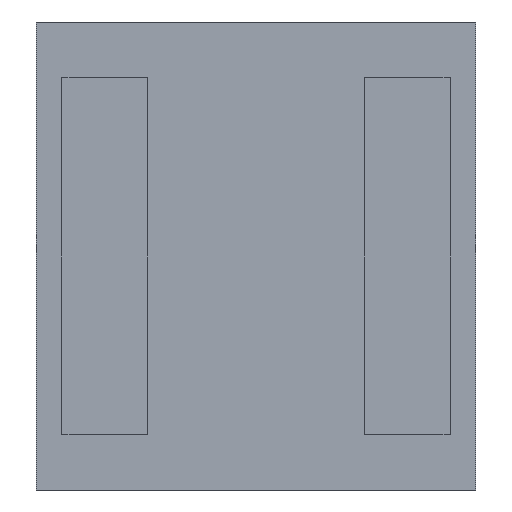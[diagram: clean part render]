
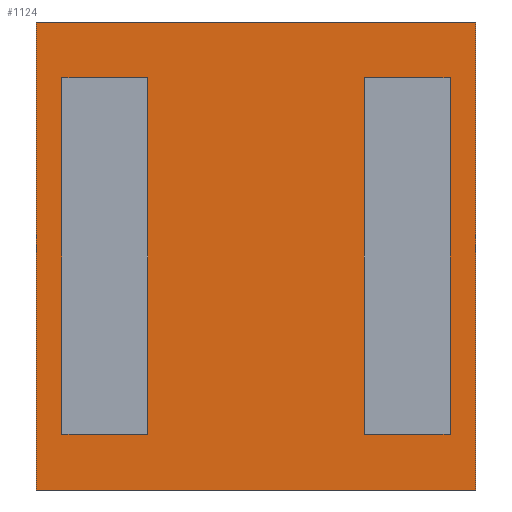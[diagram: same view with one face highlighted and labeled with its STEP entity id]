
A CAD part, front view. The second image highlights one B-rep face of the part: STEP entity #1124.
In plain terms, the highlighted planar face has unit normal (0, -1, 0).
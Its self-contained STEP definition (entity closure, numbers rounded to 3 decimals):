
#34 = CARTESIAN_POINT ( 'NONE',  ( -7.7, 0., -8.2 ) ) ;
#47 = CARTESIAN_POINT ( 'NONE',  ( -6.8, 0., 8.2 ) ) ;
#51 = VECTOR ( 'NONE', #1796, 1000. ) ;
#123 = CARTESIAN_POINT ( 'NONE',  ( 3.8, 0., -6.25 ) ) ;
#159 = CARTESIAN_POINT ( 'NONE',  ( 3.8, 0., 8.2 ) ) ;
#167 = LINE ( 'NONE', #47, #1750 ) ;
#171 = VECTOR ( 'NONE', #2367, 1000. ) ;
#187 = DIRECTION ( 'NONE',  ( 1., 0., 0. ) ) ;
#219 = FACE_OUTER_BOUND ( 'NONE', #3072, .T. ) ;
#263 = LINE ( 'NONE', #829, #2201 ) ;
#277 = EDGE_CURVE ( 'NONE', #801, #904, #2503, .T. ) ;
#307 = DIRECTION ( 'NONE',  ( 0., 0., -1. ) ) ;
#318 = VERTEX_POINT ( 'NONE', #2853 ) ;
#328 = ORIENTED_EDGE ( 'NONE', *, *, #277, .T. ) ;
#336 = CARTESIAN_POINT ( 'NONE',  ( 7.7, 0., 6.25 ) ) ;
#407 = ORIENTED_EDGE ( 'NONE', *, *, #669, .F. ) ;
#412 = ORIENTED_EDGE ( 'NONE', *, *, #2874, .F. ) ;
#425 = DIRECTION ( 'NONE',  ( 0., 0., 1. ) ) ;
#467 = EDGE_CURVE ( 'NONE', #2186, #318, #263, .T. ) ;
#499 = VERTEX_POINT ( 'NONE', #2023 ) ;
#569 = VECTOR ( 'NONE', #1755, 1000. ) ;
#603 = DIRECTION ( 'NONE',  ( 0., 0., -1. ) ) ;
#669 = EDGE_CURVE ( 'NONE', #318, #3170, #167, .T. ) ;
#673 = CARTESIAN_POINT ( 'NONE',  ( 7.7, 0., -6.25 ) ) ;
#744 = DIRECTION ( 'NONE',  ( 0., 0., -1. ) ) ;
#794 = VECTOR ( 'NONE', #3116, 1000. ) ;
#796 = LINE ( 'NONE', #336, #3543 ) ;
#801 = VERTEX_POINT ( 'NONE', #2270 ) ;
#821 = EDGE_CURVE ( 'NONE', #1278, #3159, #796, .T. ) ;
#829 = CARTESIAN_POINT ( 'NONE',  ( 7.7, 0., 6.25 ) ) ;
#832 = CARTESIAN_POINT ( 'NONE',  ( 7.7, 0., 8.2 ) ) ;
#834 = FACE_BOUND ( 'NONE', #2300, .T. ) ;
#891 = DIRECTION ( 'NONE',  ( -1., 0., 0. ) ) ;
#904 = VERTEX_POINT ( 'NONE', #2094 ) ;
#972 = EDGE_CURVE ( 'NONE', #3170, #3563, #2544, .T. ) ;
#1076 = CARTESIAN_POINT ( 'NONE',  ( 6.8, 0., 8.2 ) ) ;
#1124 = ADVANCED_FACE ( 'NONE', ( #834, #219, #1545 ), #2126, .F. ) ;
#1174 = LINE ( 'NONE', #1467, #3586 ) ;
#1207 = LINE ( 'NONE', #1264, #569 ) ;
#1233 = CARTESIAN_POINT ( 'NONE',  ( 3.8, 0., 6.25 ) ) ;
#1264 = CARTESIAN_POINT ( 'NONE',  ( -7.7, 0., 8.2 ) ) ;
#1278 = VERTEX_POINT ( 'NONE', #3017 ) ;
#1346 = CARTESIAN_POINT ( 'NONE',  ( 6.8, 0., -6.25 ) ) ;
#1391 = VERTEX_POINT ( 'NONE', #1555 ) ;
#1414 = VECTOR ( 'NONE', #307, 1000. ) ;
#1467 = CARTESIAN_POINT ( 'NONE',  ( -7.7, 0., -8.2 ) ) ;
#1506 = VECTOR ( 'NONE', #1598, 1000. ) ;
#1513 = DIRECTION ( 'NONE',  ( 0., 1., 0. ) ) ;
#1545 = FACE_BOUND ( 'NONE', #2607, .T. ) ;
#1555 = CARTESIAN_POINT ( 'NONE',  ( -7.7, 0., 8.2 ) ) ;
#1598 = DIRECTION ( 'NONE',  ( 0., 0., 1. ) ) ;
#1637 = LINE ( 'NONE', #159, #2092 ) ;
#1682 = CARTESIAN_POINT ( 'NONE',  ( -3.8, 0., 6.25 ) ) ;
#1690 = ORIENTED_EDGE ( 'NONE', *, *, #1775, .F. ) ;
#1750 = VECTOR ( 'NONE', #603, 1000. ) ;
#1755 = DIRECTION ( 'NONE',  ( -1., 0., 0. ) ) ;
#1758 = EDGE_CURVE ( 'NONE', #499, #801, #1174, .T. ) ;
#1775 = EDGE_CURVE ( 'NONE', #3159, #2345, #1637, .T. ) ;
#1796 = DIRECTION ( 'NONE',  ( 1., 0., 0. ) ) ;
#1853 = CARTESIAN_POINT ( 'NONE',  ( -3.8, 0., -6.25 ) ) ;
#1872 = ORIENTED_EDGE ( 'NONE', *, *, #972, .F. ) ;
#2023 = CARTESIAN_POINT ( 'NONE',  ( -7.7, 0., -8.2 ) ) ;
#2092 = VECTOR ( 'NONE', #744, 1000. ) ;
#2094 = CARTESIAN_POINT ( 'NONE',  ( 7.7, 0., 8.2 ) ) ;
#2126 = PLANE ( 'NONE',  #2206 ) ;
#2170 = ORIENTED_EDGE ( 'NONE', *, *, #1758, .T. ) ;
#2186 = VERTEX_POINT ( 'NONE', #1682 ) ;
#2194 = EDGE_CURVE ( 'NONE', #3563, #2186, #3087, .T. ) ;
#2201 = VECTOR ( 'NONE', #2914, 1000. ) ;
#2206 = AXIS2_PLACEMENT_3D ( 'NONE', #832, #1513, #425 ) ;
#2215 = EDGE_CURVE ( 'NONE', #1391, #499, #3264, .T. ) ;
#2237 = VECTOR ( 'NONE', #2509, 1000. ) ;
#2241 = LINE ( 'NONE', #1076, #1506 ) ;
#2270 = CARTESIAN_POINT ( 'NONE',  ( 7.7, 0., -8.2 ) ) ;
#2300 = EDGE_LOOP ( 'NONE', ( #3252, #1872, #407, #3190 ) ) ;
#2311 = ORIENTED_EDGE ( 'NONE', *, *, #3240, .T. ) ;
#2345 = VERTEX_POINT ( 'NONE', #123 ) ;
#2367 = DIRECTION ( 'NONE',  ( 0., 0., 1. ) ) ;
#2382 = ORIENTED_EDGE ( 'NONE', *, *, #3556, .F. ) ;
#2389 = CARTESIAN_POINT ( 'NONE',  ( -6.8, 0., -6.25 ) ) ;
#2503 = LINE ( 'NONE', #3355, #171 ) ;
#2509 = DIRECTION ( 'NONE',  ( 0., 0., 1. ) ) ;
#2544 = LINE ( 'NONE', #3568, #51 ) ;
#2607 = EDGE_LOOP ( 'NONE', ( #412, #1690, #3567, #2382 ) ) ;
#2722 = LINE ( 'NONE', #673, #794 ) ;
#2744 = VERTEX_POINT ( 'NONE', #1346 ) ;
#2807 = CARTESIAN_POINT ( 'NONE',  ( -3.8, 0., 8.2 ) ) ;
#2853 = CARTESIAN_POINT ( 'NONE',  ( -6.8, 0., 6.25 ) ) ;
#2874 = EDGE_CURVE ( 'NONE', #2345, #2744, #2722, .T. ) ;
#2914 = DIRECTION ( 'NONE',  ( -1., 0., 0. ) ) ;
#2919 = ORIENTED_EDGE ( 'NONE', *, *, #2215, .T. ) ;
#3017 = CARTESIAN_POINT ( 'NONE',  ( 6.8, 0., 6.25 ) ) ;
#3072 = EDGE_LOOP ( 'NONE', ( #2311, #2919, #2170, #328 ) ) ;
#3087 = LINE ( 'NONE', #2807, #2237 ) ;
#3116 = DIRECTION ( 'NONE',  ( 1., 0., 0. ) ) ;
#3159 = VERTEX_POINT ( 'NONE', #1233 ) ;
#3170 = VERTEX_POINT ( 'NONE', #2389 ) ;
#3190 = ORIENTED_EDGE ( 'NONE', *, *, #467, .F. ) ;
#3240 = EDGE_CURVE ( 'NONE', #904, #1391, #1207, .T. ) ;
#3252 = ORIENTED_EDGE ( 'NONE', *, *, #2194, .F. ) ;
#3264 = LINE ( 'NONE', #34, #1414 ) ;
#3355 = CARTESIAN_POINT ( 'NONE',  ( 7.7, 0., -8.2 ) ) ;
#3543 = VECTOR ( 'NONE', #891, 1000. ) ;
#3556 = EDGE_CURVE ( 'NONE', #2744, #1278, #2241, .T. ) ;
#3563 = VERTEX_POINT ( 'NONE', #1853 ) ;
#3567 = ORIENTED_EDGE ( 'NONE', *, *, #821, .F. ) ;
#3568 = CARTESIAN_POINT ( 'NONE',  ( 7.7, 0., -6.25 ) ) ;
#3586 = VECTOR ( 'NONE', #187, 1000. ) ;
